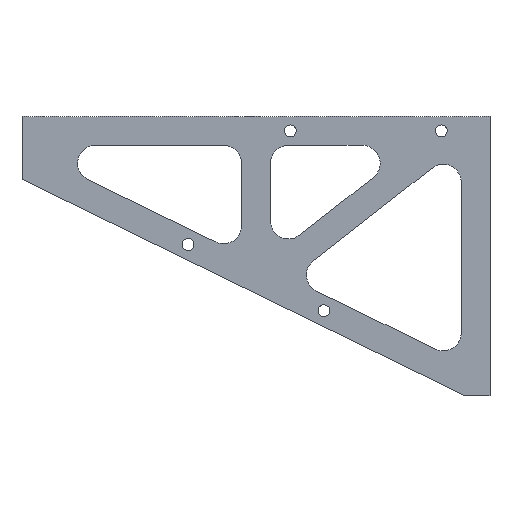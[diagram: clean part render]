
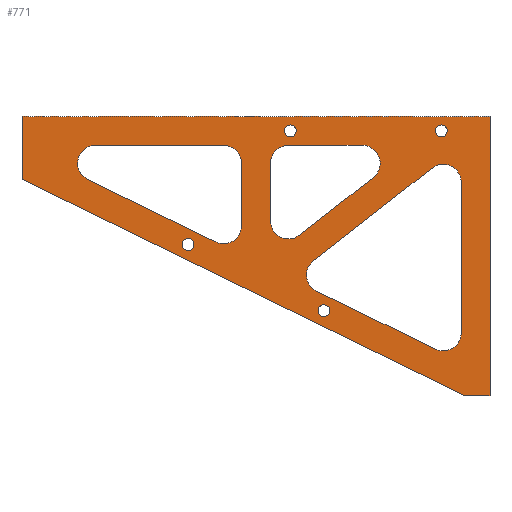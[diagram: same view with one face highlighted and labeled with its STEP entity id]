
A CAD part, left-side view. The second image highlights one B-rep face of the part: STEP entity #771.
In plain terms, the highlighted planar face has unit normal (-1, 0, 0).
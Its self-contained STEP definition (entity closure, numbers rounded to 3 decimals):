
#20=FACE_BOUND('',#124,.T.);
#21=FACE_BOUND('',#125,.T.);
#22=FACE_BOUND('',#126,.T.);
#23=FACE_BOUND('',#127,.T.);
#24=FACE_BOUND('',#128,.T.);
#25=FACE_BOUND('',#129,.T.);
#26=FACE_BOUND('',#130,.T.);
#48=PLANE('',#874);
#84=FACE_OUTER_BOUND('',#123,.T.);
#123=EDGE_LOOP('',(#639,#640,#641,#642,#643));
#124=EDGE_LOOP('',(#644));
#125=EDGE_LOOP('',(#645));
#126=EDGE_LOOP('',(#646));
#127=EDGE_LOOP('',(#647));
#128=EDGE_LOOP('',(#648,#649,#650,#651,#652,#653));
#129=EDGE_LOOP('',(#654,#655,#656,#657,#658,#659));
#130=EDGE_LOOP('',(#660,#661,#662,#663,#664,#665));
#157=LINE('',#1158,#219);
#160=LINE('',#1182,#222);
#165=LINE('',#1197,#227);
#170=LINE('',#1212,#232);
#177=LINE('',#1233,#239);
#182=LINE('',#1251,#244);
#190=LINE('',#1294,#252);
#192=LINE('',#1297,#254);
#195=LINE('',#1301,#257);
#196=LINE('',#1305,#258);
#197=LINE('',#1307,#259);
#198=LINE('',#1309,#260);
#199=LINE('',#1311,#261);
#200=LINE('',#1312,#262);
#219=VECTOR('',#931,10.);
#222=VECTOR('',#954,10.);
#227=VECTOR('',#967,10.);
#232=VECTOR('',#980,10.);
#239=VECTOR('',#1001,10.);
#244=VECTOR('',#1020,10.);
#252=VECTOR('',#1072,10.);
#254=VECTOR('',#1076,10.);
#257=VECTOR('',#1081,10.);
#258=VECTOR('',#1084,10.);
#259=VECTOR('',#1085,10.);
#260=VECTOR('',#1086,10.);
#261=VECTOR('',#1087,10.);
#262=VECTOR('',#1088,10.);
#275=CIRCLE('',#801,3.3);
#278=CIRCLE('',#805,3.3);
#281=CIRCLE('',#809,3.3);
#284=CIRCLE('',#813,3.3);
#286=CIRCLE('',#816,10.);
#293=CIRCLE('',#825,10.);
#295=CIRCLE('',#829,10.);
#298=CIRCLE('',#834,10.);
#300=CIRCLE('',#838,10.);
#301=CIRCLE('',#840,10.);
#303=CIRCLE('',#844,10.);
#306=CIRCLE('',#848,10.);
#307=CIRCLE('',#851,10.);
#322=VERTEX_POINT('',#1117);
#325=VERTEX_POINT('',#1125);
#328=VERTEX_POINT('',#1133);
#331=VERTEX_POINT('',#1141);
#334=VERTEX_POINT('',#1148);
#335=VERTEX_POINT('',#1150);
#337=VERTEX_POINT('',#1156);
#344=VERTEX_POINT('',#1172);
#345=VERTEX_POINT('',#1173);
#348=VERTEX_POINT('',#1181);
#350=VERTEX_POINT('',#1187);
#351=VERTEX_POINT('',#1188);
#354=VERTEX_POINT('',#1196);
#358=VERTEX_POINT('',#1205);
#359=VERTEX_POINT('',#1207);
#360=VERTEX_POINT('',#1211);
#363=VERTEX_POINT('',#1219);
#364=VERTEX_POINT('',#1223);
#365=VERTEX_POINT('',#1224);
#370=VERTEX_POINT('',#1241);
#371=VERTEX_POINT('',#1243);
#373=VERTEX_POINT('',#1249);
#387=VERTEX_POINT('',#1303);
#388=VERTEX_POINT('',#1304);
#389=VERTEX_POINT('',#1306);
#390=VERTEX_POINT('',#1308);
#391=VERTEX_POINT('',#1310);
#400=EDGE_CURVE('',#322,#322,#275,.T.);
#404=EDGE_CURVE('',#325,#325,#278,.T.);
#408=EDGE_CURVE('',#328,#328,#281,.T.);
#412=EDGE_CURVE('',#331,#331,#284,.T.);
#415=EDGE_CURVE('',#334,#335,#286,.T.);
#419=EDGE_CURVE('',#334,#337,#157,.T.);
#426=EDGE_CURVE('',#344,#345,#293,.T.);
#430=EDGE_CURVE('',#348,#345,#160,.T.);
#433=EDGE_CURVE('',#350,#351,#295,.T.);
#437=EDGE_CURVE('',#354,#351,#165,.T.);
#442=EDGE_CURVE('',#358,#359,#298,.T.);
#444=EDGE_CURVE('',#360,#359,#170,.T.);
#448=EDGE_CURVE('',#360,#363,#300,.T.);
#450=EDGE_CURVE('',#364,#365,#301,.T.);
#455=EDGE_CURVE('',#358,#365,#177,.T.);
#456=EDGE_CURVE('',#348,#337,#303,.T.);
#460=EDGE_CURVE('',#370,#371,#306,.T.);
#464=EDGE_CURVE('',#370,#373,#182,.T.);
#465=EDGE_CURVE('',#354,#373,#307,.T.);
#485=EDGE_CURVE('',#344,#335,#190,.T.);
#487=EDGE_CURVE('',#364,#363,#192,.T.);
#490=EDGE_CURVE('',#350,#371,#195,.T.);
#491=EDGE_CURVE('',#387,#388,#196,.T.);
#492=EDGE_CURVE('',#388,#389,#197,.T.);
#493=EDGE_CURVE('',#389,#390,#198,.T.);
#494=EDGE_CURVE('',#390,#391,#199,.T.);
#495=EDGE_CURVE('',#391,#387,#200,.T.);
#639=ORIENTED_EDGE('',*,*,#491,.T.);
#640=ORIENTED_EDGE('',*,*,#492,.T.);
#641=ORIENTED_EDGE('',*,*,#493,.T.);
#642=ORIENTED_EDGE('',*,*,#494,.T.);
#643=ORIENTED_EDGE('',*,*,#495,.T.);
#644=ORIENTED_EDGE('',*,*,#400,.T.);
#645=ORIENTED_EDGE('',*,*,#404,.T.);
#646=ORIENTED_EDGE('',*,*,#408,.T.);
#647=ORIENTED_EDGE('',*,*,#412,.T.);
#648=ORIENTED_EDGE('',*,*,#485,.T.);
#649=ORIENTED_EDGE('',*,*,#415,.F.);
#650=ORIENTED_EDGE('',*,*,#419,.T.);
#651=ORIENTED_EDGE('',*,*,#456,.F.);
#652=ORIENTED_EDGE('',*,*,#430,.T.);
#653=ORIENTED_EDGE('',*,*,#426,.F.);
#654=ORIENTED_EDGE('',*,*,#455,.T.);
#655=ORIENTED_EDGE('',*,*,#450,.F.);
#656=ORIENTED_EDGE('',*,*,#487,.T.);
#657=ORIENTED_EDGE('',*,*,#448,.F.);
#658=ORIENTED_EDGE('',*,*,#444,.T.);
#659=ORIENTED_EDGE('',*,*,#442,.F.);
#660=ORIENTED_EDGE('',*,*,#490,.T.);
#661=ORIENTED_EDGE('',*,*,#460,.F.);
#662=ORIENTED_EDGE('',*,*,#464,.T.);
#663=ORIENTED_EDGE('',*,*,#465,.F.);
#664=ORIENTED_EDGE('',*,*,#437,.T.);
#665=ORIENTED_EDGE('',*,*,#433,.F.);
#771=ADVANCED_FACE('',(#84,#20,#21,#22,#23,#24,#25,#26),#48,.T.);
#801=AXIS2_PLACEMENT_3D('',#1119,#890,#891);
#805=AXIS2_PLACEMENT_3D('',#1127,#899,#900);
#809=AXIS2_PLACEMENT_3D('',#1135,#908,#909);
#813=AXIS2_PLACEMENT_3D('',#1143,#917,#918);
#816=AXIS2_PLACEMENT_3D('',#1151,#924,#925);
#825=AXIS2_PLACEMENT_3D('',#1174,#946,#947);
#829=AXIS2_PLACEMENT_3D('',#1189,#959,#960);
#834=AXIS2_PLACEMENT_3D('',#1208,#975,#976);
#838=AXIS2_PLACEMENT_3D('',#1220,#987,#988);
#840=AXIS2_PLACEMENT_3D('',#1225,#992,#993);
#844=AXIS2_PLACEMENT_3D('',#1235,#1004,#1005);
#848=AXIS2_PLACEMENT_3D('',#1244,#1013,#1014);
#851=AXIS2_PLACEMENT_3D('',#1253,#1023,#1024);
#874=AXIS2_PLACEMENT_3D('',#1302,#1082,#1083);
#890=DIRECTION('center_axis',(1.,0.,0.));
#891=DIRECTION('ref_axis',(0.,0.,-1.));
#899=DIRECTION('center_axis',(1.,0.,0.));
#900=DIRECTION('ref_axis',(0.,0.,-1.));
#908=DIRECTION('center_axis',(1.,0.,0.));
#909=DIRECTION('ref_axis',(0.,0.,-1.));
#917=DIRECTION('center_axis',(1.,0.,0.));
#918=DIRECTION('ref_axis',(0.,0.,-1.));
#924=DIRECTION('center_axis',(-1.,0.,0.));
#925=DIRECTION('ref_axis',(0.,-0.438,0.899));
#931=DIRECTION('',(0.,0.,-1.));
#946=DIRECTION('center_axis',(-1.,0.,0.));
#947=DIRECTION('ref_axis',(0.,0.995,-0.105));
#954=DIRECTION('',(0.,0.899,0.438));
#959=DIRECTION('center_axis',(-1.,0.,0.));
#960=DIRECTION('ref_axis',(0.,-0.946,0.326));
#967=DIRECTION('',(0.,-1.,0.));
#975=DIRECTION('center_axis',(-1.,0.,0.));
#976=DIRECTION('ref_axis',(0.,0.438,-0.899));
#980=DIRECTION('',(0.,0.899,0.438));
#987=DIRECTION('center_axis',(-1.,0.,0.));
#988=DIRECTION('ref_axis',(0.,-0.53,-0.848));
#992=DIRECTION('center_axis',(-1.,0.,0.));
#993=DIRECTION('ref_axis',(0.,-0.707,0.707));
#1001=DIRECTION('',(0.,-1.,0.));
#1004=DIRECTION('center_axis',(-1.,0.,0.));
#1005=DIRECTION('ref_axis',(0.,-0.53,-0.848));
#1013=DIRECTION('center_axis',(-1.,0.,0.));
#1014=DIRECTION('ref_axis',(0.,0.438,-0.899));
#1020=DIRECTION('',(0.,0.,1.));
#1023=DIRECTION('center_axis',(-1.,0.,0.));
#1024=DIRECTION('ref_axis',(0.,0.707,0.707));
#1072=DIRECTION('',(0.,-0.788,0.616));
#1076=DIRECTION('',(0.,0.,-1.));
#1081=DIRECTION('',(0.,0.788,-0.616));
#1082=DIRECTION('center_axis',(-1.,0.,0.));
#1083=DIRECTION('ref_axis',(0.,0.,1.));
#1084=DIRECTION('',(0.,0.,1.));
#1085=DIRECTION('',(0.,1.,0.));
#1086=DIRECTION('',(0.,0.,-1.));
#1087=DIRECTION('',(0.,-0.899,-0.438));
#1088=DIRECTION('',(0.,-1.,0.));
#1117=CARTESIAN_POINT('',(-8.,-214.,-4.7));
#1119=CARTESIAN_POINT('Origin',(-8.,-214.,-8.));
#1125=CARTESIAN_POINT('',(-8.,-157.251,-67.793));
#1127=CARTESIAN_POINT('Origin',(-8.,-157.251,-71.093));
#1133=CARTESIAN_POINT('',(-8.,-232.749,-104.616));
#1135=CARTESIAN_POINT('Origin',(-8.,-232.749,-107.916));
#1141=CARTESIAN_POINT('',(-8.,-298.,-4.7));
#1143=CARTESIAN_POINT('Origin',(-8.,-298.,-8.));
#1148=CARTESIAN_POINT('',(-8.,-309.,-36.503));
#1150=CARTESIAN_POINT('',(-8.,-292.843,-28.623));
#1151=CARTESIAN_POINT('Origin',(-8.,-299.,-36.503));
#1156=CARTESIAN_POINT('',(-8.,-309.,-120.202));
#1158=CARTESIAN_POINT('',(-8.,-309.,-35.65));
#1172=CARTESIAN_POINT('',(-8.,-226.888,-80.153));
#1173=CARTESIAN_POINT('',(-8.,-228.661,-97.021));
#1174=CARTESIAN_POINT('Origin',(-8.,-233.044,-88.033));
#1181=CARTESIAN_POINT('',(-8.,-294.616,-129.19));
#1182=CARTESIAN_POINT('',(-8.,-255.451,-110.087));
#1187=CARTESIAN_POINT('',(-8.,-260.126,-33.88));
#1188=CARTESIAN_POINT('',(-8.,-253.97,-16.));
#1189=CARTESIAN_POINT('Origin',(-8.,-253.97,-26.));
#1196=CARTESIAN_POINT('',(-8.,-213.,-16.));
#1197=CARTESIAN_POINT('',(-8.,-209.442,-16.));
#1205=CARTESIAN_POINT('',(-8.,-105.858,-16.));
#1207=CARTESIAN_POINT('',(-8.,-101.474,-34.988));
#1208=CARTESIAN_POINT('Origin',(-8.,-105.858,-26.));
#1211=CARTESIAN_POINT('',(-8.,-172.616,-69.686));
#1212=CARTESIAN_POINT('',(-8.,-194.451,-80.336));
#1219=CARTESIAN_POINT('',(-8.,-187.,-60.698));
#1220=CARTESIAN_POINT('Origin',(-8.,-177.,-60.698));
#1223=CARTESIAN_POINT('',(-8.,-187.,-26.));
#1224=CARTESIAN_POINT('',(-8.,-177.,-16.));
#1225=CARTESIAN_POINT('Origin',(-8.,-177.,-26.));
#1233=CARTESIAN_POINT('',(-8.,-148.442,-16.));
#1235=CARTESIAN_POINT('Origin',(-8.,-299.,-120.202));
#1241=CARTESIAN_POINT('',(-8.,-203.,-58.009));
#1243=CARTESIAN_POINT('',(-8.,-219.157,-65.889));
#1244=CARTESIAN_POINT('Origin',(-8.,-213.,-58.009));
#1249=CARTESIAN_POINT('',(-8.,-203.,-26.));
#1251=CARTESIAN_POINT('',(-8.,-203.,-66.906));
#1253=CARTESIAN_POINT('Origin',(-8.,-213.,-26.));
#1294=CARTESIAN_POINT('',(-8.,-223.195,-83.038));
#1297=CARTESIAN_POINT('',(-8.,-187.,-35.65));
#1301=CARTESIAN_POINT('',(-8.,-252.637,-39.731));
#1302=CARTESIAN_POINT('Origin',(-8.,-215.884,-55.3));
#1303=CARTESIAN_POINT('',(-8.,-325.,-155.));
#1304=CARTESIAN_POINT('',(-8.,-325.,0.));
#1305=CARTESIAN_POINT('',(-8.,-325.,0.));
#1306=CARTESIAN_POINT('',(-8.,-65.,0.));
#1307=CARTESIAN_POINT('',(-8.,-65.,0.));
#1308=CARTESIAN_POINT('',(-8.,-65.,-35.));
#1309=CARTESIAN_POINT('',(-8.,-65.,-35.));
#1310=CARTESIAN_POINT('',(-8.,-311.036,-155.));
#1311=CARTESIAN_POINT('',(-8.,-311.036,-155.));
#1312=CARTESIAN_POINT('',(-8.,-325.,-155.));
